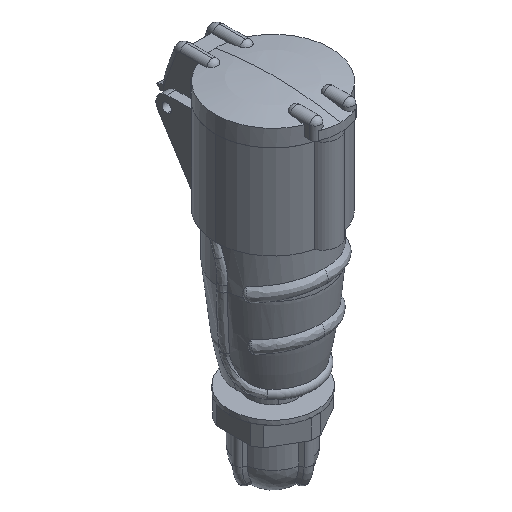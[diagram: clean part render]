
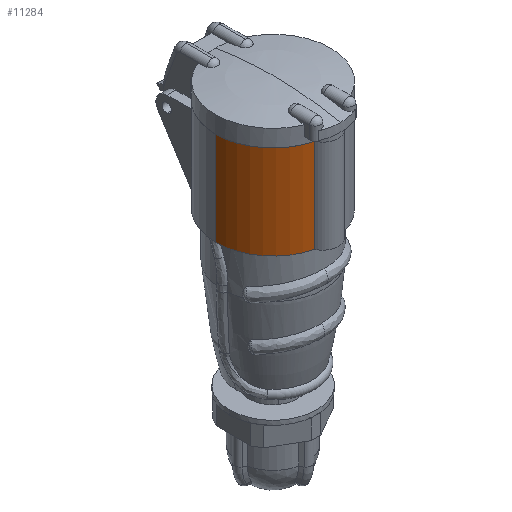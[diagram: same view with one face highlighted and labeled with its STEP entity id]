
A CAD part, isometric view. The second image highlights one B-rep face of the part: STEP entity #11284.
In plain terms, the highlighted cylindrical face has radius 26.15 mm (diameter 52.3 mm), a partial arc.
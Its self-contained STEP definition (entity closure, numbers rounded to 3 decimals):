
#1107 = CIRCLE ( 'NONE', #9431, 26.15 ) ;
#1806 = FACE_OUTER_BOUND ( 'NONE', #9925, .T. ) ;
#2718 = ORIENTED_EDGE ( 'NONE', *, *, #17992, .T. ) ;
#3301 = CARTESIAN_POINT ( 'NONE',  ( -26.15, 0., -5.6 ) ) ;
#4178 = LINE ( 'NONE', #13290, #17411 ) ;
#4389 = DIRECTION ( 'NONE',  ( 0., 0., -1. ) ) ;
#5477 = AXIS2_PLACEMENT_3D ( 'NONE', #7990, #7790, #20007 ) ;
#6164 = CYLINDRICAL_SURFACE ( 'NONE', #5477, 26.15 ) ;
#6297 = CARTESIAN_POINT ( 'NONE',  ( 0., 0., -5.6 ) ) ;
#7127 = VERTEX_POINT ( 'NONE', #15936 ) ;
#7320 = DIRECTION ( 'NONE',  ( 0., 0., -1. ) ) ;
#7759 = ORIENTED_EDGE ( 'NONE', *, *, #10853, .F. ) ;
#7790 = DIRECTION ( 'NONE',  ( 0., 0., -1. ) ) ;
#7990 = CARTESIAN_POINT ( 'NONE',  ( 0., 0., 0. ) ) ;
#8332 = DIRECTION ( 'NONE',  ( -1., 0., 0. ) ) ;
#8847 = LINE ( 'NONE', #12085, #9175 ) ;
#9175 = VECTOR ( 'NONE', #4389, 1000. ) ;
#9431 = AXIS2_PLACEMENT_3D ( 'NONE', #17827, #14798, #8332 ) ;
#9440 = DIRECTION ( 'NONE',  ( -1., 0., 0. ) ) ;
#9540 = DIRECTION ( 'NONE',  ( 0., 0., 1. ) ) ;
#9925 = EDGE_LOOP ( 'NONE', ( #12449, #19786, #2718, #7759 ) ) ;
#10036 = VERTEX_POINT ( 'NONE', #15354 ) ;
#10139 = VERTEX_POINT ( 'NONE', #3301 ) ;
#10239 = CARTESIAN_POINT ( 'NONE',  ( -6.39, -25.357, -5.6 ) ) ;
#10469 = AXIS2_PLACEMENT_3D ( 'NONE', #6297, #9540, #9440 ) ;
#10853 = EDGE_CURVE ( 'NONE', #7127, #16998, #4178, .T. ) ;
#11284 = ADVANCED_FACE ( 'NONE', ( #1806 ), #6164, .T. ) ;
#12085 = CARTESIAN_POINT ( 'NONE',  ( -26.15, 0., 0. ) ) ;
#12449 = ORIENTED_EDGE ( 'NONE', *, *, #15359, .T. ) ;
#13290 = CARTESIAN_POINT ( 'NONE',  ( -6.39, -25.357, 15.65 ) ) ;
#14798 = DIRECTION ( 'NONE',  ( 0., 0., -1. ) ) ;
#15354 = CARTESIAN_POINT ( 'NONE',  ( -26.15, 0., 36.9 ) ) ;
#15359 = EDGE_CURVE ( 'NONE', #7127, #10036, #1107, .T. ) ;
#15936 = CARTESIAN_POINT ( 'NONE',  ( -6.39, -25.357, 36.9 ) ) ;
#16998 = VERTEX_POINT ( 'NONE', #10239 ) ;
#17411 = VECTOR ( 'NONE', #7320, 1000. ) ;
#17715 = EDGE_CURVE ( 'NONE', #10036, #10139, #8847, .T. ) ;
#17827 = CARTESIAN_POINT ( 'NONE',  ( 0., 0., 36.9 ) ) ;
#17992 = EDGE_CURVE ( 'NONE', #10139, #16998, #19165, .T. ) ;
#19165 = CIRCLE ( 'NONE', #10469, 26.15 ) ;
#19786 = ORIENTED_EDGE ( 'NONE', *, *, #17715, .T. ) ;
#20007 = DIRECTION ( 'NONE',  ( -1., 0., 0. ) ) ;
